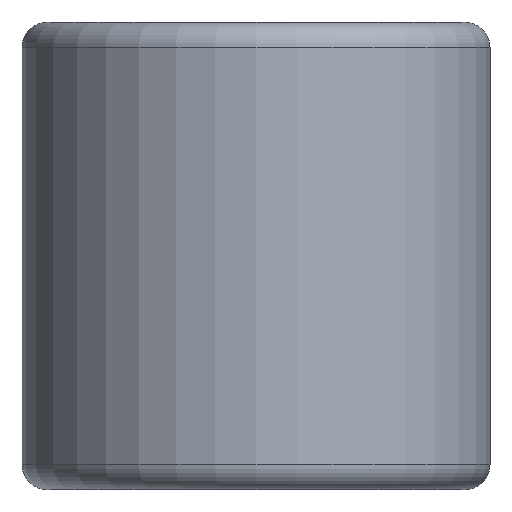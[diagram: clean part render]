
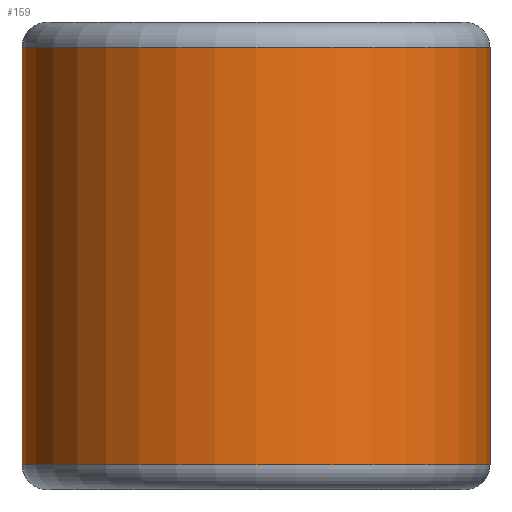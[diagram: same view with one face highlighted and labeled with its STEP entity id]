
A CAD part, front view. The second image highlights one B-rep face of the part: STEP entity #159.
In plain terms, the highlighted cylindrical face has radius 7.125 mm (diameter 14.249 mm), a partial arc.
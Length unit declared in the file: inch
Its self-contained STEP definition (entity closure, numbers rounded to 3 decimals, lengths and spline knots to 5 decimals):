
#84 = CARTESIAN_POINT ( 'NONE',  ( -0.062, -0.937, 0.25 ) ) ;
#140 = EDGE_CURVE ( 'NONE', #2140, #207, #1321, .T. ) ;
#159 = ADVANCED_FACE ( 'NONE', ( #233 ), #554, .T. ) ;
#183 = ORIENTED_EDGE ( 'NONE', *, *, #140, .T. ) ;
#207 = VERTEX_POINT ( 'NONE', #2260 ) ;
#233 = FACE_OUTER_BOUND ( 'NONE', #1496, .T. ) ;
#245 = VERTEX_POINT ( 'NONE', #84 ) ;
#293 = CARTESIAN_POINT ( 'NONE',  ( 0.499, -0.937, -0.25 ) ) ;
#500 = CIRCLE ( 'NONE', #1100, 0.2805 ) ;
#554 = CYLINDRICAL_SURFACE ( 'NONE', #1118, 0.2805 ) ;
#774 = VECTOR ( 'NONE', #2225, 39.37008 ) ;
#836 = ORIENTED_EDGE ( 'NONE', *, *, #1246, .T. ) ;
#853 = LINE ( 'NONE', #2128, #2405 ) ;
#934 = DIRECTION ( 'NONE',  ( 0., 0., -1. ) ) ;
#962 = DIRECTION ( 'NONE',  ( 0., 0., 1. ) ) ;
#1085 = CARTESIAN_POINT ( 'NONE',  ( 0.2185, -0.937, -0.25 ) ) ;
#1100 = AXIS2_PLACEMENT_3D ( 'NONE', #2153, #962, #2358 ) ;
#1118 = AXIS2_PLACEMENT_3D ( 'NONE', #1238, #1813, #2638 ) ;
#1238 = CARTESIAN_POINT ( 'NONE',  ( 0.2185, -0.937, 0. ) ) ;
#1246 = EDGE_CURVE ( 'NONE', #2018, #2140, #2438, .T. ) ;
#1286 = DIRECTION ( 'NONE',  ( 1., 0., 0. ) ) ;
#1305 = CARTESIAN_POINT ( 'NONE',  ( -0.062, -0.937, -0.25 ) ) ;
#1321 = LINE ( 'NONE', #1580, #774 ) ;
#1446 = EDGE_CURVE ( 'NONE', #245, #207, #500, .T. ) ;
#1496 = EDGE_LOOP ( 'NONE', ( #836, #183, #1545, #2524 ) ) ;
#1545 = ORIENTED_EDGE ( 'NONE', *, *, #1446, .F. ) ;
#1580 = CARTESIAN_POINT ( 'NONE',  ( 0.499, -0.937, 0. ) ) ;
#1779 = EDGE_CURVE ( 'NONE', #245, #2018, #853, .T. ) ;
#1813 = DIRECTION ( 'NONE',  ( 0., 0., 1. ) ) ;
#2018 = VERTEX_POINT ( 'NONE', #1305 ) ;
#2128 = CARTESIAN_POINT ( 'NONE',  ( -0.062, -0.937, 0.25 ) ) ;
#2140 = VERTEX_POINT ( 'NONE', #293 ) ;
#2153 = CARTESIAN_POINT ( 'NONE',  ( 0.2185, -0.937, 0.25 ) ) ;
#2225 = DIRECTION ( 'NONE',  ( 0., 0., 1. ) ) ;
#2260 = CARTESIAN_POINT ( 'NONE',  ( 0.499, -0.937, 0.25 ) ) ;
#2358 = DIRECTION ( 'NONE',  ( 1., 0., 0. ) ) ;
#2405 = VECTOR ( 'NONE', #934, 39.37008 ) ;
#2414 = AXIS2_PLACEMENT_3D ( 'NONE', #1085, #2482, #1286 ) ;
#2438 = CIRCLE ( 'NONE', #2414, 0.2805 ) ;
#2482 = DIRECTION ( 'NONE',  ( 0., 0., 1. ) ) ;
#2524 = ORIENTED_EDGE ( 'NONE', *, *, #1779, .T. ) ;
#2638 = DIRECTION ( 'NONE',  ( 1., 0., 0. ) ) ;
